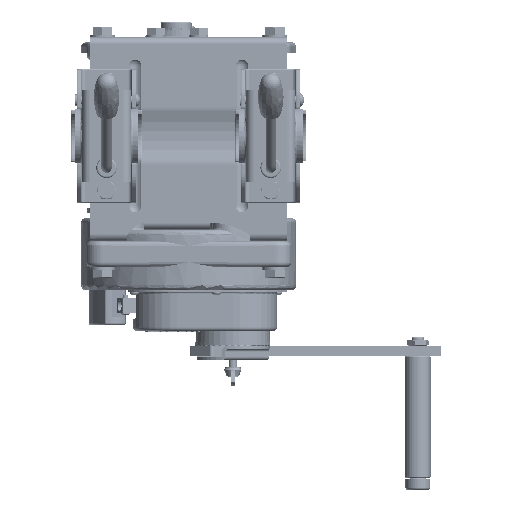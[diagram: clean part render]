
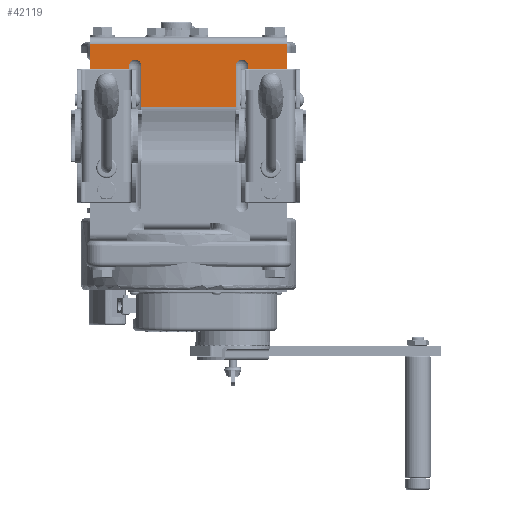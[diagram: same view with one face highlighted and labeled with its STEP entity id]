
A CAD part, front view. The second image highlights one B-rep face of the part: STEP entity #42119.
In plain terms, the highlighted planar face has unit normal (0, -1, 0).
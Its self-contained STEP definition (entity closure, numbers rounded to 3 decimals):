
#1087=FACE_BOUND('',#6047,.T.);
#1088=FACE_BOUND('',#6048,.T.);
#3452=FACE_OUTER_BOUND('',#6046,.T.);
#6046=EDGE_LOOP('',(#30139,#30140,#30141,#30142,#30143,#30144,#30145,#30146,
#30147,#30148,#30149,#30150));
#6047=EDGE_LOOP('',(#30151));
#6048=EDGE_LOOP('',(#30152));
#8667=LINE('',#69185,#11273);
#8668=LINE('',#69188,#11274);
#8669=LINE('',#69195,#11275);
#8670=LINE('',#69196,#11276);
#8671=LINE('',#69198,#11277);
#8672=LINE('',#69201,#11278);
#8673=LINE('',#69203,#11279);
#8674=LINE('',#69205,#11280);
#8675=LINE('',#69207,#11281);
#8676=LINE('',#69208,#11282);
#11273=VECTOR('',#54683,40.206);
#11274=VECTOR('',#54686,40.206);
#11275=VECTOR('',#54697,38.);
#11276=VECTOR('',#54698,92.);
#11277=VECTOR('',#54699,40.206);
#11278=VECTOR('',#54702,40.206);
#11279=VECTOR('',#54703,38.);
#11280=VECTOR('',#54704,61.004);
#11281=VECTOR('',#54705,192.);
#11282=VECTOR('',#54706,61.004);
#14382=CIRCLE('',#46392,6.);
#14384=CIRCLE('',#46396,6.);
#14385=CIRCLE('',#46397,6.);
#14386=CIRCLE('',#46398,6.);
#17435=VERTEX_POINT('',#69172);
#17436=VERTEX_POINT('',#69173);
#17437=VERTEX_POINT('',#69178);
#17438=VERTEX_POINT('',#69179);
#17439=VERTEX_POINT('',#69184);
#17440=VERTEX_POINT('',#69186);
#17441=VERTEX_POINT('',#69194);
#17442=VERTEX_POINT('',#69197);
#17443=VERTEX_POINT('',#69199);
#17444=VERTEX_POINT('',#69202);
#17445=VERTEX_POINT('',#69204);
#17446=VERTEX_POINT('',#69206);
#17447=VERTEX_POINT('',#69209);
#17448=VERTEX_POINT('',#69211);
#22021=EDGE_CURVE('',#17439,#17436,#8667,.T.);
#22023=EDGE_CURVE('',#17440,#17435,#8668,.T.);
#22024=EDGE_CURVE('',#17440,#17439,#14382,.T.);
#22026=EDGE_CURVE('',#17441,#17435,#8669,.T.);
#22027=EDGE_CURVE('',#17436,#17437,#8670,.T.);
#22028=EDGE_CURVE('',#17442,#17437,#8671,.T.);
#22029=EDGE_CURVE('',#17443,#17442,#14384,.T.);
#22030=EDGE_CURVE('',#17443,#17438,#8672,.T.);
#22031=EDGE_CURVE('',#17438,#17444,#8673,.T.);
#22032=EDGE_CURVE('',#17445,#17444,#8674,.T.);
#22033=EDGE_CURVE('',#17446,#17445,#8675,.T.);
#22034=EDGE_CURVE('',#17446,#17441,#8676,.T.);
#22035=EDGE_CURVE('',#17447,#17447,#14385,.T.);
#22036=EDGE_CURVE('',#17448,#17448,#14386,.T.);
#30139=ORIENTED_EDGE('',*,*,#22026,.T.);
#30140=ORIENTED_EDGE('',*,*,#22023,.F.);
#30141=ORIENTED_EDGE('',*,*,#22024,.T.);
#30142=ORIENTED_EDGE('',*,*,#22021,.T.);
#30143=ORIENTED_EDGE('',*,*,#22027,.T.);
#30144=ORIENTED_EDGE('',*,*,#22028,.F.);
#30145=ORIENTED_EDGE('',*,*,#22029,.F.);
#30146=ORIENTED_EDGE('',*,*,#22030,.T.);
#30147=ORIENTED_EDGE('',*,*,#22031,.T.);
#30148=ORIENTED_EDGE('',*,*,#22032,.F.);
#30149=ORIENTED_EDGE('',*,*,#22033,.F.);
#30150=ORIENTED_EDGE('',*,*,#22034,.T.);
#30151=ORIENTED_EDGE('',*,*,#22035,.F.);
#30152=ORIENTED_EDGE('',*,*,#22036,.F.);
#38615=PLANE('',#46395);
#42119=ADVANCED_FACE('',(#3452,#1087,#1088),#38615,.T.);
#46392=AXIS2_PLACEMENT_3D('',#69190,#54689,#54690);
#46395=AXIS2_PLACEMENT_3D('',#69193,#54695,#54696);
#46396=AXIS2_PLACEMENT_3D('',#69200,#54700,#54701);
#46397=AXIS2_PLACEMENT_3D('',#69210,#54707,#54708);
#46398=AXIS2_PLACEMENT_3D('',#69212,#54709,#54710);
#54683=DIRECTION('',(0.,0.,1.));
#54686=DIRECTION('',(0.,0.,1.));
#54689=DIRECTION('center_axis',(0.,1.,0.));
#54690=DIRECTION('ref_axis',(-1.,0.,0.));
#54695=DIRECTION('center_axis',(0.,-1.,0.));
#54696=DIRECTION('ref_axis',(0.,0.,-1.));
#54697=DIRECTION('',(-1.,0.,0.));
#54698=DIRECTION('',(-1.,0.,0.));
#54699=DIRECTION('',(0.,0.,1.));
#54700=DIRECTION('center_axis',(0.,-1.,0.));
#54701=DIRECTION('ref_axis',(-1.,0.,0.));
#54702=DIRECTION('',(0.,0.,1.));
#54703=DIRECTION('',(-1.,0.,0.));
#54704=DIRECTION('',(0.,0.,1.));
#54705=DIRECTION('',(-1.,0.,0.));
#54706=DIRECTION('',(0.,0.,1.));
#54707=DIRECTION('center_axis',(0.,-1.,0.));
#54708=DIRECTION('ref_axis',(0.,0.,
1.));
#54709=DIRECTION('center_axis',(0.,-1.,0.));
#54710=DIRECTION('ref_axis',(0.,0.,
1.));
#69172=CARTESIAN_POINT('',(-158.706,-105.5,-80.237));
#69173=CARTESIAN_POINT('',(-170.706,-105.5,-80.237));
#69178=CARTESIAN_POINT('',(-262.706,-105.5,-80.237));
#69179=CARTESIAN_POINT('',(-274.706,-105.5,-80.237));
#69184=CARTESIAN_POINT('',(-170.706,-105.5,-120.443));
#69185=CARTESIAN_POINT('',(-170.706,-105.5,-120.443));
#69186=CARTESIAN_POINT('',(-158.706,-105.5,-120.443));
#69188=CARTESIAN_POINT('',(-158.706,-105.5,-120.443));
#69190=CARTESIAN_POINT('Origin',(-164.706,-105.5,-120.443));
#69193=CARTESIAN_POINT('Origin',(-120.706,-105.5,-141.241));
#69194=CARTESIAN_POINT('',(-120.706,-105.5,-80.237));
#69195=CARTESIAN_POINT('',(-120.706,-105.5,-80.237));
#69196=CARTESIAN_POINT('',(-170.706,-105.5,-80.237));
#69197=CARTESIAN_POINT('',(-262.706,-105.5,-120.443));
#69198=CARTESIAN_POINT('',(-262.706,-105.5,-120.443));
#69199=CARTESIAN_POINT('',(-274.706,-105.5,-120.443));
#69200=CARTESIAN_POINT('Origin',(-268.706,-105.5,-120.443));
#69201=CARTESIAN_POINT('',(-274.706,-105.5,-120.443));
#69202=CARTESIAN_POINT('',(-312.706,-105.5,-80.237));
#69203=CARTESIAN_POINT('',(-274.706,-105.5,-80.237));
#69204=CARTESIAN_POINT('',(-312.706,-105.5,-141.241));
#69205=CARTESIAN_POINT('',(-312.706,-105.5,-141.241));
#69206=CARTESIAN_POINT('',(-120.706,-105.5,-141.241));
#69207=CARTESIAN_POINT('',(-120.706,-105.5,-141.241));
#69208=CARTESIAN_POINT('',(-120.706,-105.5,-141.241));
#69209=CARTESIAN_POINT('',(-296.706,-105.5,-110.541));
#69210=CARTESIAN_POINT('Origin',(-296.706,-105.5,-104.541));
#69211=CARTESIAN_POINT('',(-136.706,-105.5,-110.541));
#69212=CARTESIAN_POINT('Origin',(-136.706,-105.5,-104.541));
